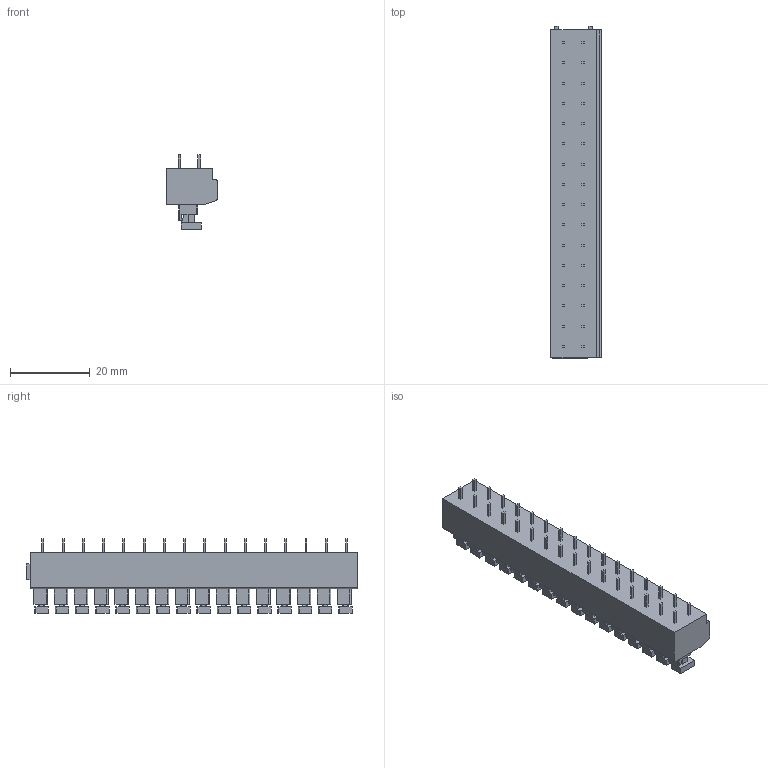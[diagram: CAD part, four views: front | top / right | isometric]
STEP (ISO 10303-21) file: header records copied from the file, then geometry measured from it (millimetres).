
FILE_DESCRIPTION((''),'2;1');
FILE_NAME('TLM-301R','2024-10-09T10:58:36',('tluser'),(''),'CREO PARAMETRIC BY PTC INC, 2018100','CREO PARAMETRIC BY PTC INC, 2018100','');
FILE_SCHEMA(('CONFIG_CONTROL_DESIGN'));
Length unit declared in the file: millimetre
Products named in the file (1): TLM-301R
Bounding box: 12.6 x 83.28 x 18.7 mm (x, y, z)
Volume: 9689.8 mm3; surface area: 6479.6 mm2
Topology: 1 solids, 1 shells, 790 faces, 2006 edges, 1316 vertices
Faces by surface type: plane 659, cylinder 99, cone 32
Entity records: 23754 total; most frequent: CARTESIAN_POINT 4592, ORIENTED_EDGE 4012, DIRECTION 3720, EDGE_CURVE 2006, VECTOR 1680, LINE 1680, VERTEX_POINT 1316, AXIS2_PLACEMENT_3D 1020
